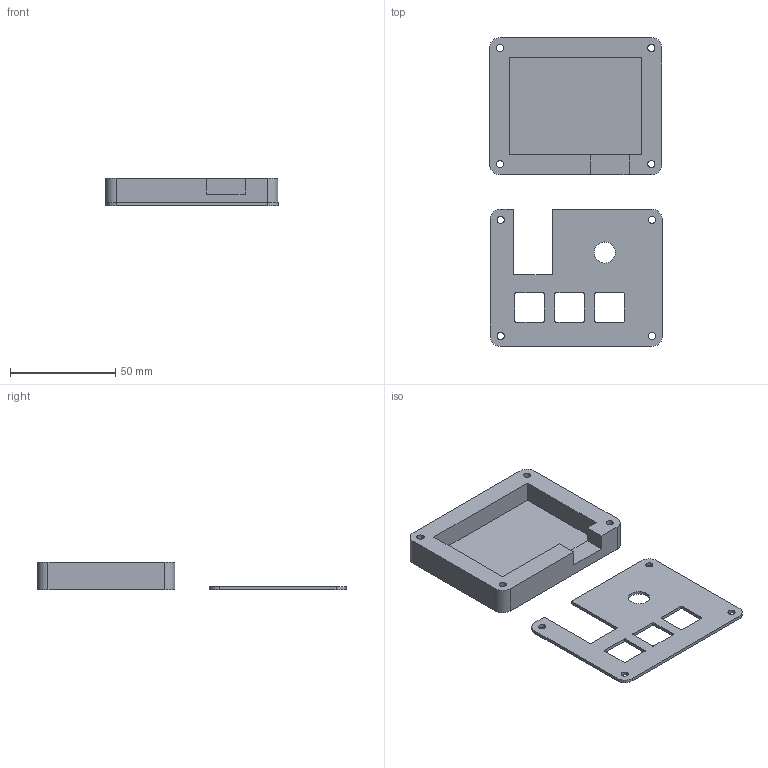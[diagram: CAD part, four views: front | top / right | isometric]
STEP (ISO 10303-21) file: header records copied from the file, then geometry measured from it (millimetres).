
FILE_DESCRIPTION(/* description */ (''),/* implementation_level */ '2;1');
FILE_NAME(/* name */ 'keyboard v3.step',/* time_stamp */ '2025-06-28T23:42:51-04:00',/* author */ (''),/* organization */ (''),/* preprocessor_version */ 'ST-DEVELOPER v20.1',/* originating_system */ 'Autodesk Translation Framework v14.10.0.0',/* authorisation */ '');
FILE_SCHEMA (('AUTOMOTIVE_DESIGN { 1 0 10303 214 3 1 1 }'));
Length unit declared in the file: millimetre
Products named in the file (3): keyboard; acise03; keyboard top
Assembly tree (2 placements, depth 2):
  keyboard
    acise03
    keyboard top
Bounding box: 82.22 x 146.93 x 13 mm (x, y, z)
Volume: 44138.6 mm3; surface area: 25996.1 mm2
Topology: 2 solids, 2 shells, 251 faces, 696 edges, 464 vertices
Faces by surface type: bspline 145, plane 73, cylinder 33
Full cylindrical faces by diameter (mm): 3.4 x8, 6 x4, 10 x1
Entity records: 9499 total; most frequent: CARTESIAN_POINT 3881, ORIENTED_EDGE 1392, EDGE_CURVE 696, DIRECTION 694, VERTEX_POINT 464, LINE 340, VECTOR 340, B_SPLINE_CURVE_WITH_KNOTS 290
